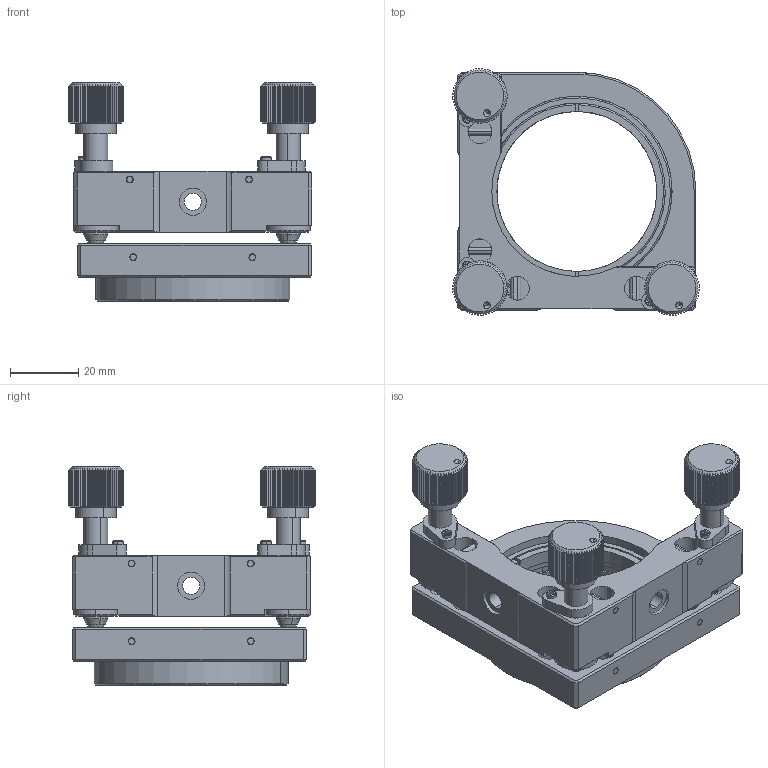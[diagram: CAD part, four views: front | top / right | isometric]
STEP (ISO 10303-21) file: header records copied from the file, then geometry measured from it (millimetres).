
FILE_DESCRIPTION (( 'STEP AP203' ), '1' );
FILE_NAME ('OMHS50.8-CS.STEP', '2019-05-10T01:58:32', ( '' ), ( '' ), 'SwSTEP 2.0', 'SolidWorks 2016', '' );
FILE_SCHEMA (( 'CONFIG_CONTROL_DESIGN' ));
Length unit declared in the file: millimetre
Products named in the file (1): OMHS50.8-CS
Bounding box: 72.5 x 72.5 x 64.3 mm (x, y, z)
Surface area: 33914.7 mm2 (no closed solid volume)
Topology: 0 solids, 41 shells, 1068 faces, 2986 edges, 1957 vertices
Faces by surface type: plane 522, cylinder 297, cone 243, torus 6
Entity records: 35564 total; most frequent: CARTESIAN_POINT 9095, ORIENTED_EDGE 5471, DIRECTION 5246, EDGE_CURVE 2980, AXIS2_PLACEMENT_3D 1986, VERTEX_POINT 1957, LINE 1274, VECTOR 1274
